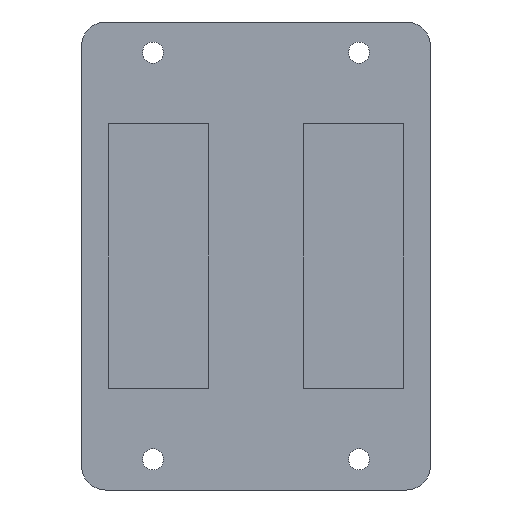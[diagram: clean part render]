
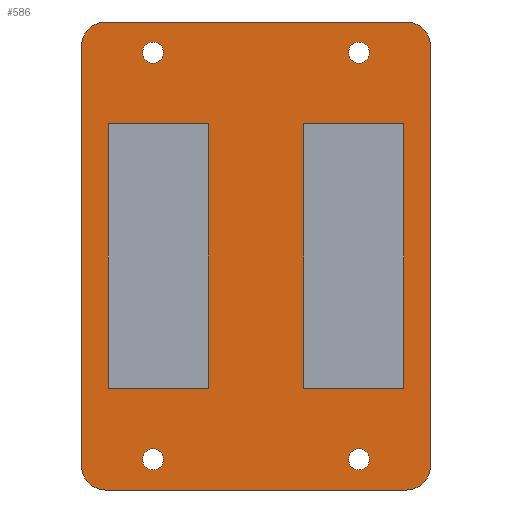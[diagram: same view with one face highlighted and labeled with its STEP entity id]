
A CAD part, front view. The second image highlights one B-rep face of the part: STEP entity #586.
In plain terms, the highlighted planar face has unit normal (0, -1, 0).
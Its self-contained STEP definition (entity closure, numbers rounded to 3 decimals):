
#25 = DIRECTION ( 'NONE',  ( 0., 0., 1. ) ) ;
#26 = CIRCLE ( 'NONE', #543, 2. ) ;
#50 = DIRECTION ( 'NONE',  ( 0., 0., -1. ) ) ;
#86 = DIRECTION ( 'NONE',  ( 0., 0., 1. ) ) ;
#122 = LINE ( 'NONE', #1193, #798 ) ;
#123 = CARTESIAN_POINT ( 'NONE',  ( -19.5, 0., 38.5 ) ) ;
#125 = VERTEX_POINT ( 'NONE', #1450 ) ;
#131 = EDGE_CURVE ( 'NONE', #792, #754, #26, .T. ) ;
#151 = CARTESIAN_POINT ( 'NONE',  ( -28.5, 0., -44.3 ) ) ;
#156 = CIRCLE ( 'NONE', #619, 4.5 ) ;
#177 = ORIENTED_EDGE ( 'NONE', *, *, #1622, .F. ) ;
#182 = LINE ( 'NONE', #1195, #536 ) ;
#205 = ORIENTED_EDGE ( 'NONE', *, *, #825, .T. ) ;
#207 = VERTEX_POINT ( 'NONE', #1436 ) ;
#208 = AXIS2_PLACEMENT_3D ( 'NONE', #1084, #1464, #1607 ) ;
#213 = CIRCLE ( 'NONE', #921, 2. ) ;
#216 = FACE_BOUND ( 'NONE', #442, .T. ) ;
#219 = CARTESIAN_POINT ( 'NONE',  ( -19.5, 0., -38.5 ) ) ;
#275 = DIRECTION ( 'NONE',  ( 0., 0., 1. ) ) ;
#280 = CARTESIAN_POINT ( 'NONE',  ( -33., 0., 39.8 ) ) ;
#292 = VERTEX_POINT ( 'NONE', #1373 ) ;
#312 = DIRECTION ( 'NONE',  ( 0., 1., 0. ) ) ;
#364 = ORIENTED_EDGE ( 'NONE', *, *, #1603, .F. ) ;
#368 = VECTOR ( 'NONE', #50, 1000. ) ;
#388 = CIRCLE ( 'NONE', #1420, 4.5 ) ;
#405 = CARTESIAN_POINT ( 'NONE',  ( -19.5, 0., -40.5 ) ) ;
#407 = ORIENTED_EDGE ( 'NONE', *, *, #1009, .F. ) ;
#417 = CARTESIAN_POINT ( 'NONE',  ( -19.5, 0., -36.5 ) ) ;
#442 = EDGE_LOOP ( 'NONE', ( #593, #1554 ) ) ;
#445 = EDGE_CURVE ( 'NONE', #476, #1599, #607, .T. ) ;
#448 = DIRECTION ( 'NONE',  ( 0., 1., 0. ) ) ;
#475 = EDGE_CURVE ( 'NONE', #1306, #207, #1598, .T. ) ;
#476 = VERTEX_POINT ( 'NONE', #639 ) ;
#501 = VERTEX_POINT ( 'NONE', #1469 ) ;
#504 = CARTESIAN_POINT ( 'NONE',  ( -28.5, 0., -39.8 ) ) ;
#531 = AXIS2_PLACEMENT_3D ( 'NONE', #1263, #1534, #275 ) ;
#532 = EDGE_LOOP ( 'NONE', ( #1606, #1643 ) ) ;
#536 = VECTOR ( 'NONE', #25, 1000. ) ;
#543 = AXIS2_PLACEMENT_3D ( 'NONE', #219, #1174, #605 ) ;
#553 = EDGE_CURVE ( 'NONE', #1520, #501, #1178, .T. ) ;
#586 = ADVANCED_FACE ( 'NONE', ( #1261, #1151, #851, #216, #1620 ), #1701, .F. ) ;
#593 = ORIENTED_EDGE ( 'NONE', *, *, #445, .T. ) ;
#603 = CARTESIAN_POINT ( 'NONE',  ( 19.5, 0., -36.5 ) ) ;
#605 = DIRECTION ( 'NONE',  ( 0., 0., 1. ) ) ;
#607 = CIRCLE ( 'NONE', #1113, 2. ) ;
#619 = AXIS2_PLACEMENT_3D ( 'NONE', #1031, #1288, #1411 ) ;
#625 = DIRECTION ( 'NONE',  ( 0., 0., 1. ) ) ;
#626 = ORIENTED_EDGE ( 'NONE', *, *, #698, .F. ) ;
#639 = CARTESIAN_POINT ( 'NONE',  ( -19.5, 0., 40.5 ) ) ;
#657 = CARTESIAN_POINT ( 'NONE',  ( 19.5, 0., -38.5 ) ) ;
#663 = DIRECTION ( 'NONE',  ( 0., 0., -1. ) ) ;
#698 = EDGE_CURVE ( 'NONE', #821, #1611, #122, .T. ) ;
#706 = CARTESIAN_POINT ( 'NONE',  ( 33., 0., -39.8 ) ) ;
#742 = AXIS2_PLACEMENT_3D ( 'NONE', #1707, #907, #748 ) ;
#748 = DIRECTION ( 'NONE',  ( 0., 0., 1. ) ) ;
#754 = VERTEX_POINT ( 'NONE', #405 ) ;
#756 = LINE ( 'NONE', #151, #1451 ) ;
#759 = DIRECTION ( 'NONE',  ( 0., 1., 0. ) ) ;
#769 = EDGE_CURVE ( 'NONE', #125, #1306, #756, .T. ) ;
#784 = DIRECTION ( 'NONE',  ( 0., 0., 1. ) ) ;
#792 = VERTEX_POINT ( 'NONE', #417 ) ;
#798 = VECTOR ( 'NONE', #1344, 1000. ) ;
#801 = CARTESIAN_POINT ( 'NONE',  ( -19.5, 0., 36.5 ) ) ;
#802 = AXIS2_PLACEMENT_3D ( 'NONE', #1023, #312, #1011 ) ;
#819 = DIRECTION ( 'NONE',  ( 0., 0., 1. ) ) ;
#821 = VERTEX_POINT ( 'NONE', #1397 ) ;
#825 = EDGE_CURVE ( 'NONE', #501, #1520, #1054, .T. ) ;
#844 = CARTESIAN_POINT ( 'NONE',  ( -28.5, 0., -44.3 ) ) ;
#851 = FACE_BOUND ( 'NONE', #1430, .T. ) ;
#865 = DIRECTION ( 'NONE',  ( 0., 0., 1. ) ) ;
#871 = ORIENTED_EDGE ( 'NONE', *, *, #979, .F. ) ;
#907 = DIRECTION ( 'NONE',  ( 0., 1., 0. ) ) ;
#921 = AXIS2_PLACEMENT_3D ( 'NONE', #657, #1099, #819 ) ;
#947 = LINE ( 'NONE', #706, #368 ) ;
#949 = EDGE_LOOP ( 'NONE', ( #1152, #626, #871, #364, #1376, #1089, #177, #407 ) ) ;
#974 = AXIS2_PLACEMENT_3D ( 'NONE', #123, #1210, #784 ) ;
#979 = EDGE_CURVE ( 'NONE', #1329, #821, #156, .T. ) ;
#981 = AXIS2_PLACEMENT_3D ( 'NONE', #504, #1055, #625 ) ;
#992 = AXIS2_PLACEMENT_3D ( 'NONE', #1188, #1569, #1445 ) ;
#1009 = EDGE_CURVE ( 'NONE', #1120, #292, #947, .T. ) ;
#1011 = DIRECTION ( 'NONE',  ( 0., 0., 1. ) ) ;
#1022 = EDGE_CURVE ( 'NONE', #1475, #1070, #1427, .T. ) ;
#1023 = CARTESIAN_POINT ( 'NONE',  ( 19.5, 0., -38.5 ) ) ;
#1031 = CARTESIAN_POINT ( 'NONE',  ( -28.5, 0., 39.8 ) ) ;
#1054 = CIRCLE ( 'NONE', #531, 2. ) ;
#1055 = DIRECTION ( 'NONE',  ( 0., 1., 0. ) ) ;
#1066 = CARTESIAN_POINT ( 'NONE',  ( 33., 0., 39.8 ) ) ;
#1070 = VERTEX_POINT ( 'NONE', #603 ) ;
#1084 = CARTESIAN_POINT ( 'NONE',  ( 28.5, 0., 39.8 ) ) ;
#1089 = ORIENTED_EDGE ( 'NONE', *, *, #769, .F. ) ;
#1099 = DIRECTION ( 'NONE',  ( 0., 1., 0. ) ) ;
#1111 = EDGE_CURVE ( 'NONE', #754, #792, #1724, .T. ) ;
#1112 = CARTESIAN_POINT ( 'NONE',  ( 28.5, 0., 44.3 ) ) ;
#1113 = AXIS2_PLACEMENT_3D ( 'NONE', #1289, #448, #865 ) ;
#1120 = VERTEX_POINT ( 'NONE', #1066 ) ;
#1148 = EDGE_CURVE ( 'NONE', #1599, #476, #1721, .T. ) ;
#1151 = FACE_BOUND ( 'NONE', #1458, .T. ) ;
#1152 = ORIENTED_EDGE ( 'NONE', *, *, #1204, .F. ) ;
#1174 = DIRECTION ( 'NONE',  ( 0., 1., 0. ) ) ;
#1178 = CIRCLE ( 'NONE', #1697, 2. ) ;
#1188 = CARTESIAN_POINT ( 'NONE',  ( -19.5, 0., -38.5 ) ) ;
#1193 = CARTESIAN_POINT ( 'NONE',  ( -28.5, 0., 44.3 ) ) ;
#1195 = CARTESIAN_POINT ( 'NONE',  ( -33., 0., -39.8 ) ) ;
#1204 = EDGE_CURVE ( 'NONE', #1611, #1120, #1240, .T. ) ;
#1210 = DIRECTION ( 'NONE',  ( 0., 1., 0. ) ) ;
#1240 = CIRCLE ( 'NONE', #208, 4.5 ) ;
#1261 = FACE_BOUND ( 'NONE', #532, .T. ) ;
#1262 = DIRECTION ( 'NONE',  ( 0., 1., 0. ) ) ;
#1263 = CARTESIAN_POINT ( 'NONE',  ( 19.5, 0., 38.5 ) ) ;
#1288 = DIRECTION ( 'NONE',  ( 0., 1., 0. ) ) ;
#1289 = CARTESIAN_POINT ( 'NONE',  ( -19.5, 0., 38.5 ) ) ;
#1306 = VERTEX_POINT ( 'NONE', #844 ) ;
#1318 = CARTESIAN_POINT ( 'NONE',  ( 19.5, 0., -40.5 ) ) ;
#1329 = VERTEX_POINT ( 'NONE', #280 ) ;
#1344 = DIRECTION ( 'NONE',  ( 1., 0., 0. ) ) ;
#1369 = ORIENTED_EDGE ( 'NONE', *, *, #1022, .T. ) ;
#1373 = CARTESIAN_POINT ( 'NONE',  ( 33., 0., -39.8 ) ) ;
#1376 = ORIENTED_EDGE ( 'NONE', *, *, #475, .F. ) ;
#1396 = CARTESIAN_POINT ( 'NONE',  ( 19.5, 0., 36.5 ) ) ;
#1397 = CARTESIAN_POINT ( 'NONE',  ( -28.5, 0., 44.3 ) ) ;
#1411 = DIRECTION ( 'NONE',  ( 0., 0., 1. ) ) ;
#1420 = AXIS2_PLACEMENT_3D ( 'NONE', #1482, #1262, #663 ) ;
#1427 = CIRCLE ( 'NONE', #802, 2. ) ;
#1430 = EDGE_LOOP ( 'NONE', ( #205, #1567 ) ) ;
#1436 = CARTESIAN_POINT ( 'NONE',  ( -33., 0., -39.8 ) ) ;
#1445 = DIRECTION ( 'NONE',  ( 0., 0., 1. ) ) ;
#1448 = ORIENTED_EDGE ( 'NONE', *, *, #1476, .T. ) ;
#1450 = CARTESIAN_POINT ( 'NONE',  ( 28.5, 0., -44.3 ) ) ;
#1451 = VECTOR ( 'NONE', #1664, 1000. ) ;
#1458 = EDGE_LOOP ( 'NONE', ( #1448, #1369 ) ) ;
#1460 = CARTESIAN_POINT ( 'NONE',  ( 19.5, 0., 38.5 ) ) ;
#1464 = DIRECTION ( 'NONE',  ( 0., 1., 0. ) ) ;
#1469 = CARTESIAN_POINT ( 'NONE',  ( 19.5, 0., 40.5 ) ) ;
#1475 = VERTEX_POINT ( 'NONE', #1318 ) ;
#1476 = EDGE_CURVE ( 'NONE', #1070, #1475, #213, .T. ) ;
#1482 = CARTESIAN_POINT ( 'NONE',  ( 28.5, 0., -39.8 ) ) ;
#1520 = VERTEX_POINT ( 'NONE', #1396 ) ;
#1534 = DIRECTION ( 'NONE',  ( 0., 1., 0. ) ) ;
#1554 = ORIENTED_EDGE ( 'NONE', *, *, #1148, .T. ) ;
#1567 = ORIENTED_EDGE ( 'NONE', *, *, #553, .T. ) ;
#1569 = DIRECTION ( 'NONE',  ( 0., 1., 0. ) ) ;
#1598 = CIRCLE ( 'NONE', #981, 4.5 ) ;
#1599 = VERTEX_POINT ( 'NONE', #801 ) ;
#1603 = EDGE_CURVE ( 'NONE', #207, #1329, #182, .T. ) ;
#1606 = ORIENTED_EDGE ( 'NONE', *, *, #131, .T. ) ;
#1607 = DIRECTION ( 'NONE',  ( 0., 0., 1. ) ) ;
#1611 = VERTEX_POINT ( 'NONE', #1112 ) ;
#1620 = FACE_OUTER_BOUND ( 'NONE', #949, .T. ) ;
#1622 = EDGE_CURVE ( 'NONE', #292, #125, #388, .T. ) ;
#1643 = ORIENTED_EDGE ( 'NONE', *, *, #1111, .T. ) ;
#1664 = DIRECTION ( 'NONE',  ( -1., 0., 0. ) ) ;
#1697 = AXIS2_PLACEMENT_3D ( 'NONE', #1460, #759, #86 ) ;
#1701 = PLANE ( 'NONE',  #742 ) ;
#1707 = CARTESIAN_POINT ( 'NONE',  ( 28.5, 0., 39.8 ) ) ;
#1721 = CIRCLE ( 'NONE', #974, 2. ) ;
#1724 = CIRCLE ( 'NONE', #992, 2. ) ;
